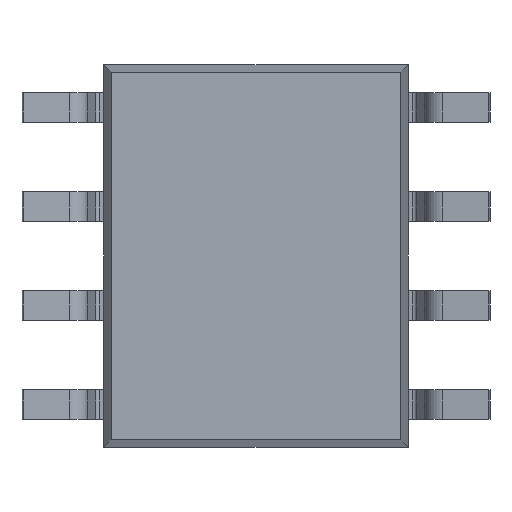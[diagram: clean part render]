
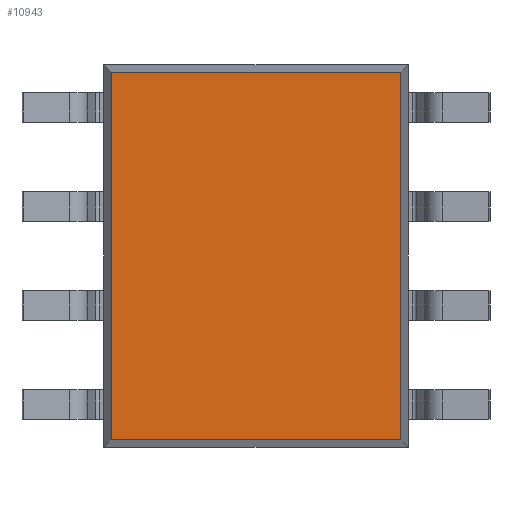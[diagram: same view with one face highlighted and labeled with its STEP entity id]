
A CAD part, front view. The second image highlights one B-rep face of the part: STEP entity #10943.
In plain terms, the highlighted planar face has unit normal (0, -1, 0).
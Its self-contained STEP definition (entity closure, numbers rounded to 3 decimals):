
#1273=FACE_OUTER_BOUND('',#1857,.T.);
#1857=EDGE_LOOP('',(#10017,#10018,#10019,#10020));
#3014=LINE('',#19804,#4176);
#3017=LINE('',#19809,#4179);
#3019=LINE('',#19813,#4181);
#3020=LINE('',#19815,#4182);
#4176=VECTOR('',#13467,1000.);
#4179=VECTOR('',#13472,1000.);
#4181=VECTOR('',#13476,1000.);
#4182=VECTOR('',#13479,1000.);
#5239=VERTEX_POINT('',#19801);
#5240=VERTEX_POINT('',#19803);
#5241=VERTEX_POINT('',#19807);
#5242=VERTEX_POINT('',#19811);
#6830=EDGE_CURVE('',#5240,#5239,#3014,.T.);
#6833=EDGE_CURVE('',#5239,#5241,#3017,.T.);
#6835=EDGE_CURVE('',#5241,#5242,#3019,.T.);
#6836=EDGE_CURVE('',#5242,#5240,#3020,.T.);
#10017=ORIENTED_EDGE('',*,*,#6830,.T.);
#10018=ORIENTED_EDGE('',*,*,#6833,.T.);
#10019=ORIENTED_EDGE('',*,*,#6835,.T.);
#10020=ORIENTED_EDGE('',*,*,#6836,.T.);
#10375=PLANE('',#11416);
#10943=ADVANCED_FACE('',(#1273),#10375,.T.);
#11416=AXIS2_PLACEMENT_3D('',#19816,#13480,#13481);
#13467=DIRECTION('',(1.,0.,0.));
#13472=DIRECTION('',(0.,0.,1.));
#13476=DIRECTION('',(-1.,0.,0.));
#13479=DIRECTION('',(0.,0.,-1.));
#13480=DIRECTION('center_axis',(0.,-1.,0.));
#13481=DIRECTION('ref_axis',(0.,0.,-1.));
#19801=CARTESIAN_POINT('',(1.859,0.25,-2.359));
#19803=CARTESIAN_POINT('',(-1.859,0.25,-2.359));
#19804=CARTESIAN_POINT('',(-1.95,0.25,-2.359));
#19807=CARTESIAN_POINT('',(1.859,0.25,2.359));
#19809=CARTESIAN_POINT('',(1.859,0.25,-2.45));
#19811=CARTESIAN_POINT('',(-1.859,0.25,2.359));
#19813=CARTESIAN_POINT('',(1.95,0.25,2.359));
#19815=CARTESIAN_POINT('',(-1.859,0.25,2.45));
#19816=CARTESIAN_POINT('Origin',(0.,0.25,0.));
